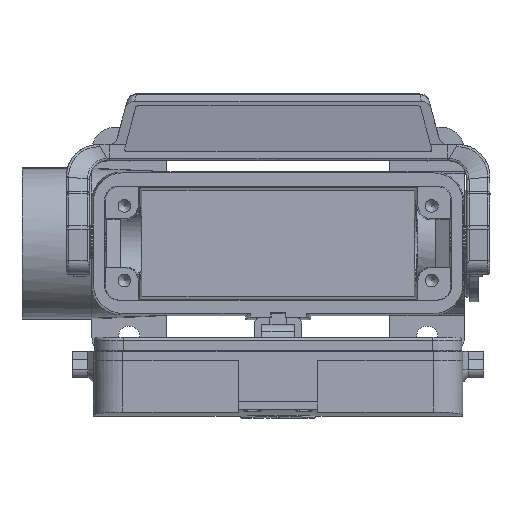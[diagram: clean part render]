
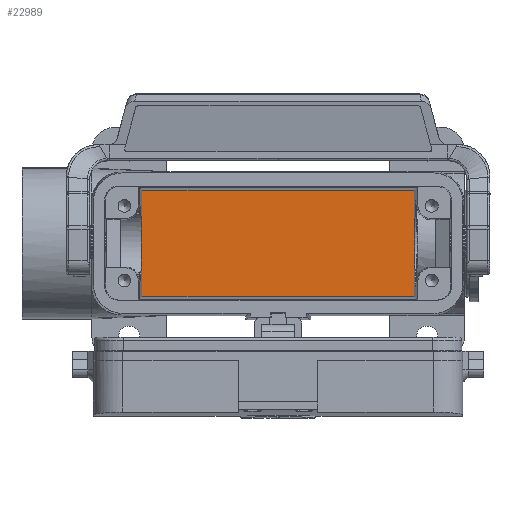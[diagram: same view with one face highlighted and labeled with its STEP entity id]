
A CAD part, top view. The second image highlights one B-rep face of the part: STEP entity #22989.
In plain terms, the highlighted planar face has unit normal (0, 0, 1).
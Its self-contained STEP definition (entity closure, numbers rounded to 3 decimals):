
#21049=CARTESIAN_POINT('',(-29.244,-11.469,-44.0));
#21050=VERTEX_POINT('',#21049);
#21057=CARTESIAN_POINT('',(-29.244,11.469,-44.0));
#21058=VERTEX_POINT('',#21057);
#21059=CARTESIAN_POINT('',(-29.244,-11.469,-44.0));
#21060=DIRECTION('',(0.0,1.0,0.0));
#21061=VECTOR('',#21060,22.938);
#21062=LINE('',#21059,#21061);
#21063=EDGE_CURVE('',#21050,#21058,#21062,.T.);
#22586=CARTESIAN_POINT('',(29.244,11.469,-44.0));
#22587=VERTEX_POINT('',#22586);
#22594=CARTESIAN_POINT('',(29.244,-11.469,-44.0));
#22595=VERTEX_POINT('',#22594);
#22596=CARTESIAN_POINT('',(29.244,-11.469,-44.0));
#22597=DIRECTION('',(0.0,1.0,0.0));
#22598=VECTOR('',#22597,22.938);
#22599=LINE('',#22596,#22598);
#22600=EDGE_CURVE('',#22595,#22587,#22599,.T.);
#22968=CARTESIAN_POINT('',(29.244,-12.075,-44.0));
#22969=DIRECTION('',(0.0,0.0,-1.0));
#22970=DIRECTION('',(-1.0,0.0,0.0));
#22971=AXIS2_PLACEMENT_3D('',#22968,#22969,#22970);
#22972=PLANE('',#22971);
#22973=ORIENTED_EDGE('',*,*,#22600,.T.);
#22974=CARTESIAN_POINT('',(-29.244,11.469,-44.0));
#22975=DIRECTION('',(1.0,0.0,0.0));
#22976=VECTOR('',#22975,58.488);
#22977=LINE('',#22974,#22976);
#22978=EDGE_CURVE('',#21058,#22587,#22977,.T.);
#22979=ORIENTED_EDGE('',*,*,#22978,.F.);
#22980=ORIENTED_EDGE('',*,*,#21063,.F.);
#22981=CARTESIAN_POINT('',(29.244,-11.469,-44.0));
#22982=DIRECTION('',(-1.0,0.0,0.0));
#22983=VECTOR('',#22982,58.488);
#22984=LINE('',#22981,#22983);
#22985=EDGE_CURVE('',#22595,#21050,#22984,.T.);
#22986=ORIENTED_EDGE('',*,*,#22985,.F.);
#22987=EDGE_LOOP('',(#22973,#22979,#22980,#22986));
#22988=FACE_OUTER_BOUND('',#22987,.T.);
#22989=ADVANCED_FACE('',(#22988),#22972,.F.);
